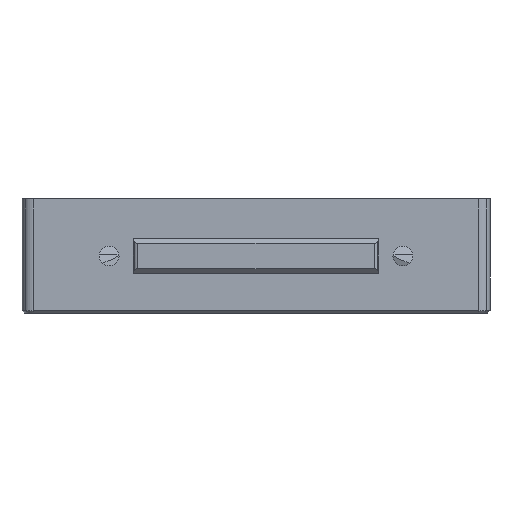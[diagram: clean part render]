
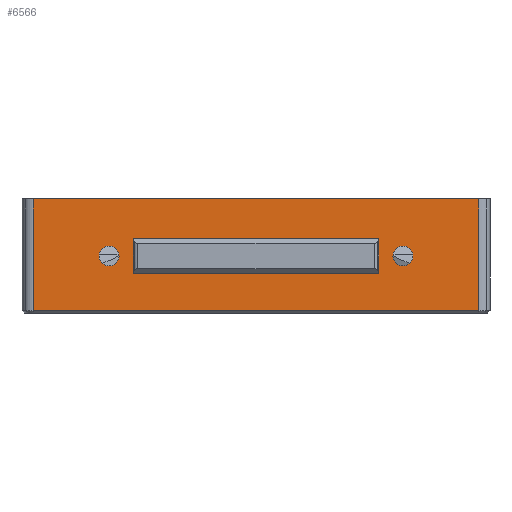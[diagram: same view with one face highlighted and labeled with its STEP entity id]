
A CAD part, front view. The second image highlights one B-rep face of the part: STEP entity #6566.
In plain terms, the highlighted planar face has unit normal (0, -1, 0).
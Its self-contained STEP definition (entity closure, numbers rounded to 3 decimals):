
#8 = EDGE_CURVE ( 'NONE', #6775, #5686, #8457, .T. ) ;
#40 = LINE ( 'NONE', #606, #3010 ) ;
#88 = CIRCLE ( 'NONE', #4311, 1.75 ) ;
#120 = VERTEX_POINT ( 'NONE', #8287 ) ;
#144 = DIRECTION ( 'NONE',  ( 0., -1., 0. ) ) ;
#206 = LINE ( 'NONE', #718, #2567 ) ;
#217 = CARTESIAN_POINT ( 'NONE',  ( 213.363, 393.634, 193.747 ) ) ;
#460 = CARTESIAN_POINT ( 'NONE',  ( 209.113, 393.634, 190.747 ) ) ;
#530 = EDGE_CURVE ( 'NONE', #5686, #2835, #1734, .T. ) ;
#555 = CIRCLE ( 'NONE', #3808, 1.75 ) ;
#583 = VERTEX_POINT ( 'NONE', #5221 ) ;
#606 = CARTESIAN_POINT ( 'NONE',  ( 244.463, 393.634, 193.747 ) ) ;
#718 = CARTESIAN_POINT ( 'NONE',  ( 256.364, 393.634, 180.747 ) ) ;
#799 = PLANE ( 'NONE',  #4112 ) ;
#886 = DIRECTION ( 'NONE',  ( 0., 0., 1. ) ) ;
#975 = VERTEX_POINT ( 'NONE', #3326 ) ;
#1012 = VECTOR ( 'NONE', #1156, 1000. ) ;
#1036 = DIRECTION ( 'NONE',  ( 1., 0., 0. ) ) ;
#1037 = LINE ( 'NONE', #5103, #2007 ) ;
#1064 = CIRCLE ( 'NONE', #5009, 1.75 ) ;
#1068 = CARTESIAN_POINT ( 'NONE',  ( 209.113, 393.634, 190.747 ) ) ;
#1156 = DIRECTION ( 'NONE',  ( 0., 0., -1. ) ) ;
#1248 = DIRECTION ( 'NONE',  ( 0., 1., 0. ) ) ;
#1284 = DIRECTION ( 'NONE',  ( 0., 0., -1. ) ) ;
#1305 = CARTESIAN_POINT ( 'NONE',  ( 207.363, 393.634, 190.747 ) ) ;
#1362 = ORIENTED_EDGE ( 'NONE', *, *, #6283, .T. ) ;
#1490 = CIRCLE ( 'NONE', #6443, 1.75 ) ;
#1734 = LINE ( 'NONE', #4425, #2652 ) ;
#1847 = ORIENTED_EDGE ( 'NONE', *, *, #2481, .F. ) ;
#1915 = EDGE_LOOP ( 'NONE', ( #2068, #6301 ) ) ;
#2007 = VECTOR ( 'NONE', #7795, 1000. ) ;
#2052 = VERTEX_POINT ( 'NONE', #8232 ) ;
#2068 = ORIENTED_EDGE ( 'NONE', *, *, #3956, .T. ) ;
#2200 = VECTOR ( 'NONE', #1036, 1000. ) ;
#2231 = ORIENTED_EDGE ( 'NONE', *, *, #8, .F. ) ;
#2232 = EDGE_CURVE ( 'NONE', #8557, #3481, #555, .T. ) ;
#2390 = CARTESIAN_POINT ( 'NONE',  ( 273.863, 393.634, 181.147 ) ) ;
#2473 = VERTEX_POINT ( 'NONE', #217 ) ;
#2481 = EDGE_CURVE ( 'NONE', #583, #6775, #5582, .T. ) ;
#2567 = VECTOR ( 'NONE', #7558, 1000. ) ;
#2652 = VECTOR ( 'NONE', #7125, 1000. ) ;
#2753 = CARTESIAN_POINT ( 'NONE',  ( 213.363, 393.634, 180.747 ) ) ;
#2764 = CARTESIAN_POINT ( 'NONE',  ( 256.364, 393.634, 193.747 ) ) ;
#2805 = EDGE_LOOP ( 'NONE', ( #6796, #2231, #1847, #5949 ) ) ;
#2835 = VERTEX_POINT ( 'NONE', #3723 ) ;
#2880 = ORIENTED_EDGE ( 'NONE', *, *, #6834, .T. ) ;
#2987 = EDGE_CURVE ( 'NONE', #5571, #975, #1490, .T. ) ;
#3010 = VECTOR ( 'NONE', #7947, 1000. ) ;
#3261 = ORIENTED_EDGE ( 'NONE', *, *, #3391, .T. ) ;
#3326 = CARTESIAN_POINT ( 'NONE',  ( 258.864, 393.634, 190.747 ) ) ;
#3367 = FACE_OUTER_BOUND ( 'NONE', #2805, .T. ) ;
#3391 = EDGE_CURVE ( 'NONE', #975, #5571, #88, .T. ) ;
#3438 = VERTEX_POINT ( 'NONE', #2764 ) ;
#3464 = DIRECTION ( 'NONE',  ( 0., 0., 1. ) ) ;
#3481 = VERTEX_POINT ( 'NONE', #4084 ) ;
#3501 = CARTESIAN_POINT ( 'NONE',  ( 228.063, 393.634, 200.747 ) ) ;
#3723 = CARTESIAN_POINT ( 'NONE',  ( 195.863, 393.634, 181.147 ) ) ;
#3808 = AXIS2_PLACEMENT_3D ( 'NONE', #460, #1248, #7299 ) ;
#3956 = EDGE_CURVE ( 'NONE', #3481, #8557, #1064, .T. ) ;
#4019 = DIRECTION ( 'NONE',  ( 0., 1., 0. ) ) ;
#4084 = CARTESIAN_POINT ( 'NONE',  ( 210.863, 393.634, 190.747 ) ) ;
#4099 = FACE_BOUND ( 'NONE', #8518, .T. ) ;
#4112 = AXIS2_PLACEMENT_3D ( 'NONE', #3501, #144, #1284 ) ;
#4256 = EDGE_LOOP ( 'NONE', ( #7598, #3261 ) ) ;
#4291 = DIRECTION ( 'NONE',  ( 1., 0., 0. ) ) ;
#4311 = AXIS2_PLACEMENT_3D ( 'NONE', #8141, #7474, #6071 ) ;
#4425 = CARTESIAN_POINT ( 'NONE',  ( 222.463, 393.634, 181.147 ) ) ;
#4516 = CARTESIAN_POINT ( 'NONE',  ( 260.614, 393.634, 190.747 ) ) ;
#4918 = CARTESIAN_POINT ( 'NONE',  ( 257.363, 393.634, 200.747 ) ) ;
#5009 = AXIS2_PLACEMENT_3D ( 'NONE', #1068, #7740, #4291 ) ;
#5103 = CARTESIAN_POINT ( 'NONE',  ( 209.963, 393.634, 187.747 ) ) ;
#5221 = CARTESIAN_POINT ( 'NONE',  ( 195.863, 393.634, 200.747 ) ) ;
#5258 = VECTOR ( 'NONE', #886, 1000. ) ;
#5354 = FACE_BOUND ( 'NONE', #1915, .T. ) ;
#5571 = VERTEX_POINT ( 'NONE', #6848 ) ;
#5582 = LINE ( 'NONE', #4918, #2200 ) ;
#5686 = VERTEX_POINT ( 'NONE', #2390 ) ;
#5949 = ORIENTED_EDGE ( 'NONE', *, *, #7454, .F. ) ;
#6071 = DIRECTION ( 'NONE',  ( 1., 0., 0. ) ) ;
#6107 = LINE ( 'NONE', #2753, #6521 ) ;
#6283 = EDGE_CURVE ( 'NONE', #120, #2473, #6107, .T. ) ;
#6301 = ORIENTED_EDGE ( 'NONE', *, *, #2232, .T. ) ;
#6443 = AXIS2_PLACEMENT_3D ( 'NONE', #4516, #4019, #8656 ) ;
#6521 = VECTOR ( 'NONE', #3464, 1000. ) ;
#6566 = ADVANCED_FACE ( 'NONE', ( #5354, #8034, #4099, #3367 ), #799, .T. ) ;
#6709 = ORIENTED_EDGE ( 'NONE', *, *, #8352, .T. ) ;
#6775 = VERTEX_POINT ( 'NONE', #6785 ) ;
#6785 = CARTESIAN_POINT ( 'NONE',  ( 273.863, 393.634, 200.747 ) ) ;
#6796 = ORIENTED_EDGE ( 'NONE', *, *, #530, .F. ) ;
#6834 = EDGE_CURVE ( 'NONE', #2052, #120, #1037, .T. ) ;
#6848 = CARTESIAN_POINT ( 'NONE',  ( 262.364, 393.634, 190.747 ) ) ;
#7035 = CARTESIAN_POINT ( 'NONE',  ( 195.863, 393.634, 195.747 ) ) ;
#7091 = ORIENTED_EDGE ( 'NONE', *, *, #7097, .F. ) ;
#7093 = CARTESIAN_POINT ( 'NONE',  ( 273.863, 393.634, 190.747 ) ) ;
#7097 = EDGE_CURVE ( 'NONE', #2052, #3438, #206, .T. ) ;
#7125 = DIRECTION ( 'NONE',  ( -1., 0., 0. ) ) ;
#7299 = DIRECTION ( 'NONE',  ( 1., 0., 0. ) ) ;
#7454 = EDGE_CURVE ( 'NONE', #2835, #583, #8350, .T. ) ;
#7474 = DIRECTION ( 'NONE',  ( 0., 1., 0. ) ) ;
#7558 = DIRECTION ( 'NONE',  ( 0., 0., 1. ) ) ;
#7598 = ORIENTED_EDGE ( 'NONE', *, *, #2987, .T. ) ;
#7740 = DIRECTION ( 'NONE',  ( 0., 1., 0. ) ) ;
#7795 = DIRECTION ( 'NONE',  ( -1., 0., 0. ) ) ;
#7947 = DIRECTION ( 'NONE',  ( 1., 0., 0. ) ) ;
#8034 = FACE_BOUND ( 'NONE', #4256, .T. ) ;
#8141 = CARTESIAN_POINT ( 'NONE',  ( 260.614, 393.634, 190.747 ) ) ;
#8232 = CARTESIAN_POINT ( 'NONE',  ( 256.364, 393.634, 187.747 ) ) ;
#8287 = CARTESIAN_POINT ( 'NONE',  ( 213.363, 393.634, 187.747 ) ) ;
#8350 = LINE ( 'NONE', #7035, #5258 ) ;
#8352 = EDGE_CURVE ( 'NONE', #2473, #3438, #40, .T. ) ;
#8457 = LINE ( 'NONE', #7093, #1012 ) ;
#8518 = EDGE_LOOP ( 'NONE', ( #6709, #7091, #2880, #1362 ) ) ;
#8557 = VERTEX_POINT ( 'NONE', #1305 ) ;
#8656 = DIRECTION ( 'NONE',  ( 1., 0., 0. ) ) ;
